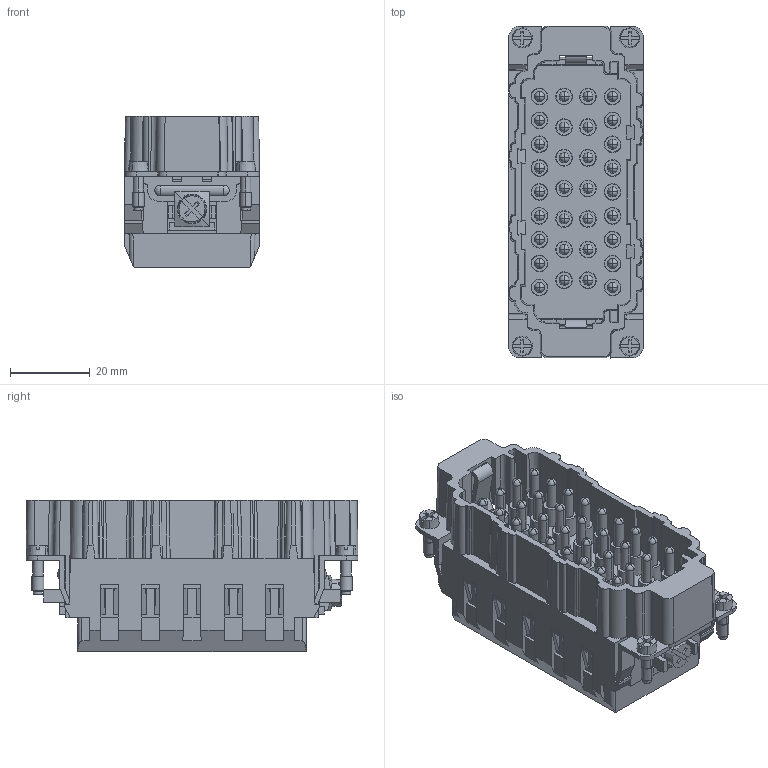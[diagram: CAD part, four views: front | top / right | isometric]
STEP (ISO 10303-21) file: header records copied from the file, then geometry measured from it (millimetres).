
FILE_DESCRIPTION(('CATIA V5 STEP Exchange','CAx-IF Rec.Pracs.--- Model Styling and Organization---1.5--- 2016-08-15','CAx-IF Rec.Pracs.---Supplemental Geometry---1.0---2011-11-01','CAx-IF Rec.Pracs.--- Composite Materials ---1.1---2010-07-15'),'2;1');
FILE_NAME ('2001674-5_0', '2024-10-22T07:59:56+00:00', ('none'), ('Weidmueller'), 'CATIA Version 5-6 Release 2022 SP4 HF5', 'CATIA V5 STEP AP214 v3', 'none');
FILE_SCHEMA(('AUTOMOTIVE_DESIGN { 1 0 10303 214 1 1 1 1 }'));
Products named in the file (1): 3023950000
Bounding box: 33.9 x 83.5 x 38 mm (x, y, z)
Volume: 52656.6 mm3; surface area: 30408.3 mm2
Topology: 1 solids, 1 shells, 2354 faces, 6816 edges, 4422 vertices
Faces by surface type: plane 1474, cylinder 408, cone 308, sphere 132, extrusion 32
Entity records: 88982 total; most frequent: CARTESIAN_POINT 30300, ORIENTED_EDGE 13376, DIRECTION 8866, EDGE_CURVE 6688, VERTEX_POINT 4422, VECTOR 4180, LINE 4148, AXIS2_PLACEMENT_3D 2635
